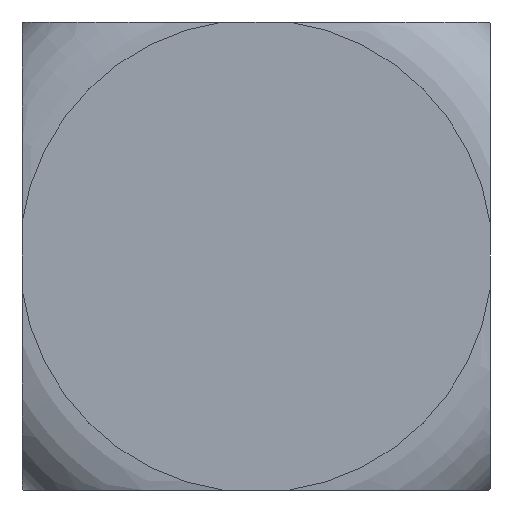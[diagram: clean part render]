
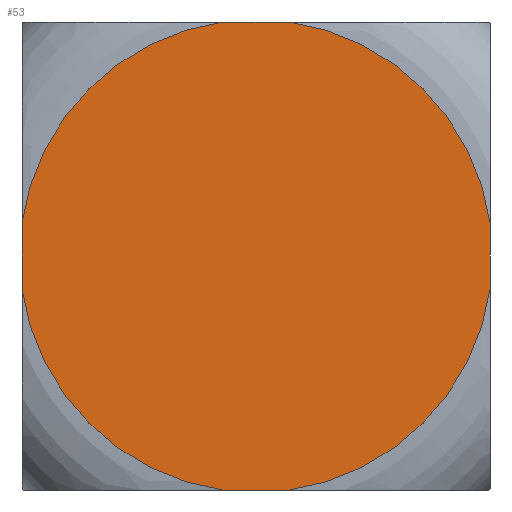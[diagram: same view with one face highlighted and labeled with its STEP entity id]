
A CAD part, left-side view. The second image highlights one B-rep face of the part: STEP entity #53.
In plain terms, the highlighted planar face has unit normal (-1, 0, 0).
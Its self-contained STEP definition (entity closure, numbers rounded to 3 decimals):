
#53 = ADVANCED_FACE( '', ( #120 ), #121, .F. );
#120 = FACE_OUTER_BOUND( '', #201, .T. );
#121 = PLANE( '', #202 );
#201 = EDGE_LOOP( '', ( #290, #291, #292, #293, #294, #295, #296, #297 ) );
#202 = AXIS2_PLACEMENT_3D( '', #298, #299, #300 );
#290 = ORIENTED_EDGE( '', *, *, #474, .F. );
#291 = ORIENTED_EDGE( '', *, *, #466, .F. );
#292 = ORIENTED_EDGE( '', *, *, #472, .F. );
#293 = ORIENTED_EDGE( '', *, *, #475, .F. );
#294 = ORIENTED_EDGE( '', *, *, #476, .F. );
#295 = ORIENTED_EDGE( '', *, *, #477, .F. );
#296 = ORIENTED_EDGE( '', *, *, #478, .F. );
#297 = ORIENTED_EDGE( '', *, *, #479, .F. );
#298 = CARTESIAN_POINT( '', ( 0., 0., 0. ) );
#299 = DIRECTION( '', ( 1., 0., 0. ) );
#300 = DIRECTION( '', ( 0., 0., -1. ) );
#466 = EDGE_CURVE( '', #544, #540, #546, .T. );
#472 = EDGE_CURVE( '', #554, #544, #556, .T. );
#474 = EDGE_CURVE( '', #540, #558, #559, .T. );
#475 = EDGE_CURVE( '', #560, #554, #561, .T. );
#476 = EDGE_CURVE( '', #562, #560, #563, .T. );
#477 = EDGE_CURVE( '', #564, #562, #565, .T. );
#478 = EDGE_CURVE( '', #566, #564, #567, .T. );
#479 = EDGE_CURVE( '', #558, #566, #568, .T. );
#540 = VERTEX_POINT( '', #649 );
#544 = VERTEX_POINT( '', #676 );
#546 = CIRCLE( '', #703, 14.14 );
#554 = VERTEX_POINT( '', #714 );
#556 = LINE( '', #739, #740 );
#558 = VERTEX_POINT( '', #742 );
#559 = LINE( '', #743, #744 );
#560 = VERTEX_POINT( '', #745 );
#561 = CIRCLE( '', #746, 14.14 );
#562 = VERTEX_POINT( '', #747 );
#563 = LINE( '', #748, #749 );
#564 = VERTEX_POINT( '', #750 );
#565 = CIRCLE( '', #751, 14.14 );
#566 = VERTEX_POINT( '', #752 );
#567 = LINE( '', #753, #754 );
#568 = CIRCLE( '', #755, 14.14 );
#649 = CARTESIAN_POINT( '', ( 0., 14., -1.985 ) );
#676 = CARTESIAN_POINT( '', ( 0., 1.985, -14. ) );
#703 = AXIS2_PLACEMENT_3D( '', #972, #973, #974 );
#714 = CARTESIAN_POINT( '', ( 0., -1.985, -14. ) );
#739 = CARTESIAN_POINT( '', ( 0., -14., -14. ) );
#740 = VECTOR( '', #978, 1000. );
#742 = CARTESIAN_POINT( '', ( 0., 14., 1.985 ) );
#743 = CARTESIAN_POINT( '', ( 0., 14., -14. ) );
#744 = VECTOR( '', #979, 1000. );
#745 = CARTESIAN_POINT( '', ( 0., -14., -1.985 ) );
#746 = AXIS2_PLACEMENT_3D( '', #980, #981, #982 );
#747 = CARTESIAN_POINT( '', ( 0., -14., 1.985 ) );
#748 = CARTESIAN_POINT( '', ( 0., -14., 14. ) );
#749 = VECTOR( '', #983, 1000. );
#750 = CARTESIAN_POINT( '', ( 0., -1.985, 14. ) );
#751 = AXIS2_PLACEMENT_3D( '', #984, #985, #986 );
#752 = CARTESIAN_POINT( '', ( 0., 1.985, 14. ) );
#753 = CARTESIAN_POINT( '', ( 0., 14., 14. ) );
#754 = VECTOR( '', #987, 1000. );
#755 = AXIS2_PLACEMENT_3D( '', #988, #989, #990 );
#972 = CARTESIAN_POINT( '', ( 0., 0., 0. ) );
#973 = DIRECTION( '', ( 1., 0., 0. ) );
#974 = DIRECTION( '', ( 0., 0., -1. ) );
#978 = DIRECTION( '', ( 0., 1., 0. ) );
#979 = DIRECTION( '', ( 0., 0., 1. ) );
#980 = CARTESIAN_POINT( '', ( 0., 0., 0. ) );
#981 = DIRECTION( '', ( 1., 0., 0. ) );
#982 = DIRECTION( '', ( 0., 0., -1. ) );
#983 = DIRECTION( '', ( 0., 0., -1. ) );
#984 = CARTESIAN_POINT( '', ( 0., 0., 0. ) );
#985 = DIRECTION( '', ( 1., 0., 0. ) );
#986 = DIRECTION( '', ( 0., 0., -1. ) );
#987 = DIRECTION( '', ( 0., -1., 0. ) );
#988 = CARTESIAN_POINT( '', ( 0., 0., 0. ) );
#989 = DIRECTION( '', ( 1., 0., 0. ) );
#990 = DIRECTION( '', ( 0., 0., -1. ) );
